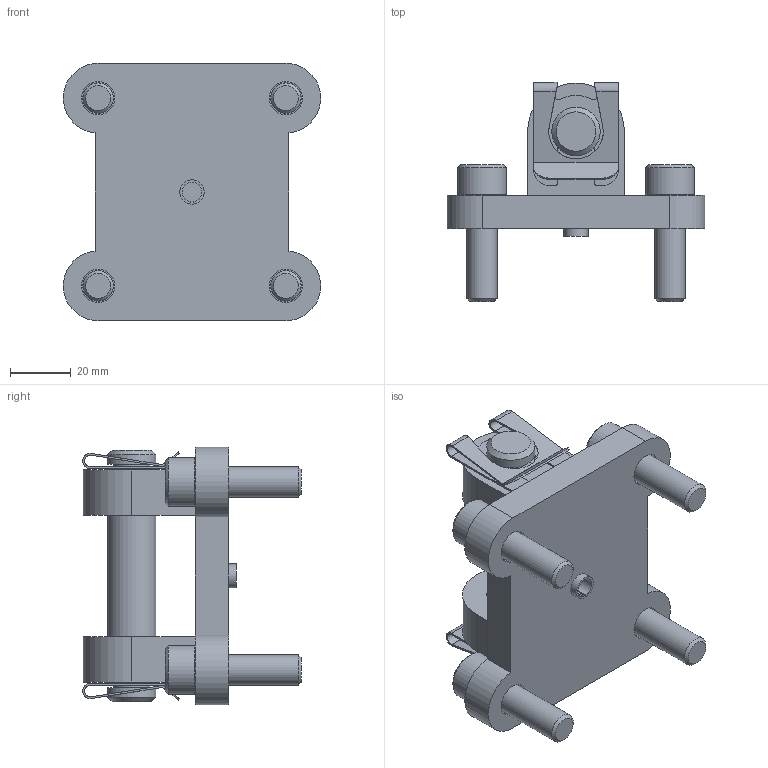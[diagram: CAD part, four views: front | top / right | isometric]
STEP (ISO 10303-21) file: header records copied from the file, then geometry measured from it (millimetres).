
FILE_DESCRIPTION(/* description */ ('STEP AP214'),/* implementation_level */ '2;1');
FILE_NAME(/* name */ '157325_SUA-63',/* time_stamp */ '2024-09-15T14:41:37+02:00',/* author */ ('License CC BY-ND 4.0'),/* organization */ ('CADENAS'),/* preprocessor_version */ 'ST-DEVELOPER v19.3',/* originating_system */ 'PARTsolutions',/* authorisation */ ' ');
FILE_SCHEMA (('AUTOMOTIVE_DESIGN {1 0 10303 214 3 1 1}'));
Length unit declared in the file: millimetre
Products named in the file (6): 157325 SUA-63; 157325 SUA-63---(F); 369044 BZ-16-071,0-AA (83); 209822 16 SXN 08 VERZINKT:SL; DIN-912 - M10x35(F); Clamping pin DIN 7346 8x10
Assembly tree (9 placements, depth 2):
  157325 SUA-63
    157325 SUA-63---(F)
    369044 BZ-16-071,0-AA (83)
    209822 16 SXN 08 VERZINKT:SL  x2
    DIN-912 - M10x35(F)  x4
    Clamping pin DIN 7346 8x10
Bounding box: 84.98 x 72.2 x 85 mm (x, y, z)
Volume: 125142 mm3; surface area: 42633.8 mm2
Topology: 9 solids, 9 shells, 224 faces, 505 edges, 306 vertices
Faces by surface type: plane 115, cylinder 62, cone 47
Full cylindrical faces by diameter (mm): 8 x1, 10 x4, 11 x4, 12 x2, 16 x9
Entity records: 3193 total; most frequent: DIRECTION 556, CARTESIAN_POINT 534, ORIENTED_EDGE 458, EDGE_CURVE 229, AXIS2_PLACEMENT_3D 215, VERTEX_POINT 159, FACE_BOUND 150, EDGE_LOOP 149
